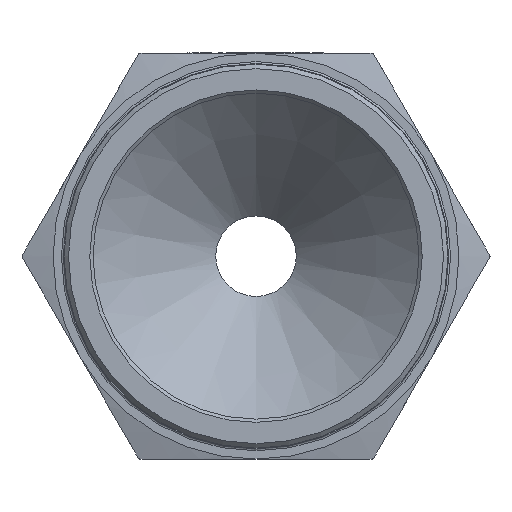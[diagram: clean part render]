
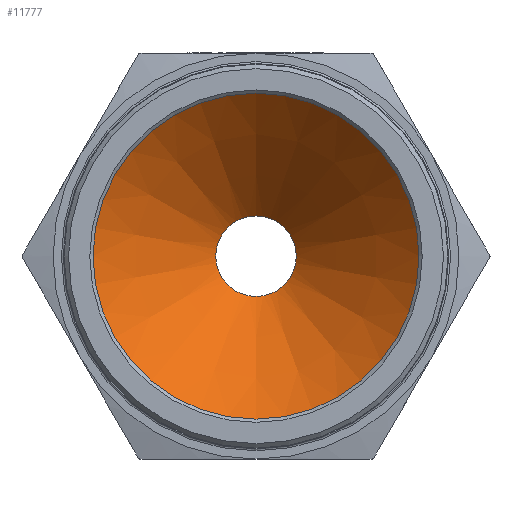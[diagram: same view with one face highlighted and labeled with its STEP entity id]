
A CAD part, left-side view. The second image highlights one B-rep face of the part: STEP entity #11777.
In plain terms, the highlighted conical face has half-angle 45 degrees and reference radius 15.775 mm.
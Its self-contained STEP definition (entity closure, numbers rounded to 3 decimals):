
#438 = CONICAL_SURFACE ( 'NONE', #448, 15.775, 0.785 ) ;
#448 = AXIS2_PLACEMENT_3D ( 'NONE', #4628, #4590, #4619 ) ;
#1922 = EDGE_LOOP ( 'NONE', ( #6803 ) ) ;
#1928 = EDGE_LOOP ( 'NONE', ( #9056 ) ) ;
#1949 = CARTESIAN_POINT ( 'NONE',  ( -9.525, 0., 25.3 ) ) ;
#1957 = VERTEX_POINT ( 'NONE', #1962 ) ;
#1962 = CARTESIAN_POINT ( 'NONE',  ( 9.525, 0., 6.25 ) ) ;
#1965 = VERTEX_POINT ( 'NONE', #1949 ) ;
#4590 = DIRECTION ( 'NONE',  ( -1., 0., 0. ) ) ;
#4598 = FACE_BOUND ( 'NONE', #1922, .T. ) ;
#4617 = FACE_OUTER_BOUND ( 'NONE', #1928, .T. ) ;
#4619 = DIRECTION ( 'NONE',  ( 0., 0., -1. ) ) ;
#4628 = CARTESIAN_POINT ( 'NONE',  ( 0., 0., 0. ) ) ;
#6270 = DIRECTION ( 'NONE',  ( 0., 0., 1. ) ) ;
#6302 = DIRECTION ( 'NONE',  ( -1., 0., 0. ) ) ;
#6303 = CARTESIAN_POINT ( 'NONE',  ( -9.525, 0., 0. ) ) ;
#6544 = CARTESIAN_POINT ( 'NONE',  ( 9.525, 0., 0. ) ) ;
#6548 = DIRECTION ( 'NONE',  ( -1., 0., 0. ) ) ;
#6549 = DIRECTION ( 'NONE',  ( 0., 0., 1. ) ) ;
#6803 = ORIENTED_EDGE ( 'NONE', *, *, #10496, .F. ) ;
#9056 = ORIENTED_EDGE ( 'NONE', *, *, #10216, .T. ) ;
#10216 = EDGE_CURVE ( 'NONE', #1965, #1965, #12081, .T. ) ;
#10496 = EDGE_CURVE ( 'NONE', #1957, #1957, #12199, .T. ) ;
#11777 = ADVANCED_FACE ( 'NONE', ( #4598, #4617 ), #438, .F. ) ;
#12081 = CIRCLE ( 'NONE', #12093, 25.3 ) ;
#12093 = AXIS2_PLACEMENT_3D ( 'NONE', #6303, #6302, #6270 ) ;
#12199 = CIRCLE ( 'NONE', #12224, 6.25 ) ;
#12224 = AXIS2_PLACEMENT_3D ( 'NONE', #6544, #6548, #6549 ) ;
